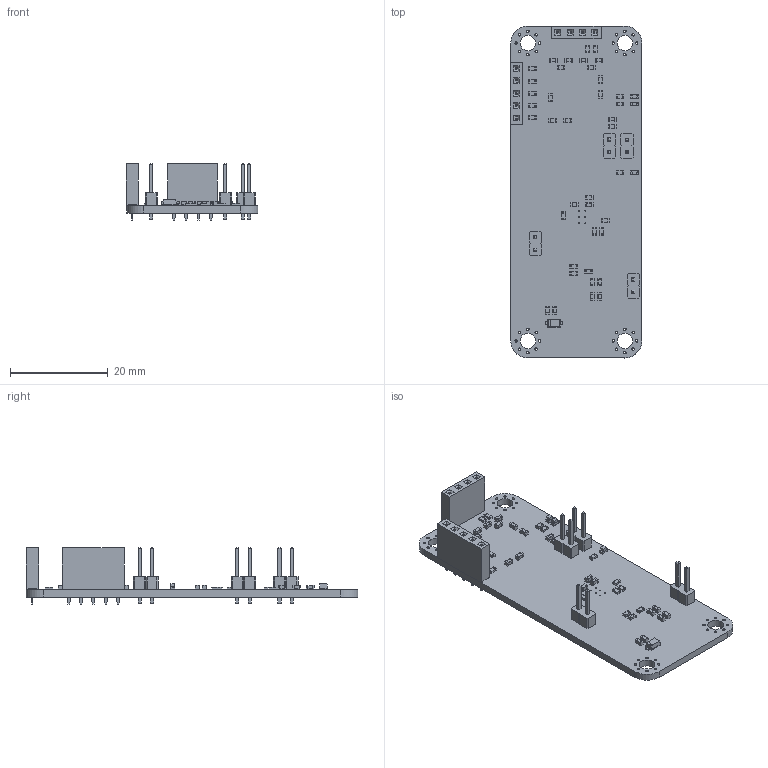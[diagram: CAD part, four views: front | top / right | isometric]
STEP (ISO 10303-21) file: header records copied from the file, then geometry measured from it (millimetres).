
FILE_DESCRIPTION(('KiCad electronic assembly'),'2;1');
FILE_NAME('Cellule_de_force_V2.step','2026-02-27T16:47:26',('Pcbnew'),( 'Kicad'),'Open CASCADE STEP processor 7.8','KiCad to STEP converter' ,'Unknown');
FILE_SCHEMA(('AUTOMOTIVE_DESIGN { 1 0 10303 214 1 1 1 1 }'));
Length unit declared in the file: millimetre
Products named in the file (9): Cellule_de_force_V2 1; C_0603_1608Metric; LED_0603_1608Metric; PinHeader_1x02_P2.54mm_Vertical; R_0603_1608Metric; D_SOD-123F; PinSocket_1x04_P2.54mm_Vertical; PinSocket_1x05_P2.54mm_Vertical; kibot_x02w5hkv_PCB
Assembly tree (50 placements, depth 2):
  Cellule_de_force_V2 1
    C_0603_1608Metric  x21
    LED_0603_1608Metric  x3
    PinHeader_1x02_P2.54mm_Vertical  x4
    R_0603_1608Metric  x18
    D_SOD-123F
    PinSocket_1x04_P2.54mm_Vertical
    PinSocket_1x05_P2.54mm_Vertical
    kibot_x02w5hkv_PCB
Bounding box: 27.07 x 68.1 x 11.64 mm (x, y, z)
Volume: 3277.5 mm3; surface area: 5538.3 mm2
Topology: 50 solids, 50 shells, 1765 faces, 4547 edges, 2962 vertices
Faces by surface type: plane 1272, cylinder 483, bspline 10
Full cylindrical faces by diameter (mm): 0.2 x6, 0.5 x32, 1 x17, 3.2 x4
Entity records: 20220 total; most frequent: CARTESIAN_POINT 2785, ORIENTED_EDGE 2638, DIRECTION 2585, EDGE_CURVE 1319, LINE 1125, VECTOR 1125, VERTEX_POINT 854, AXIS2_PLACEMENT_3D 730
